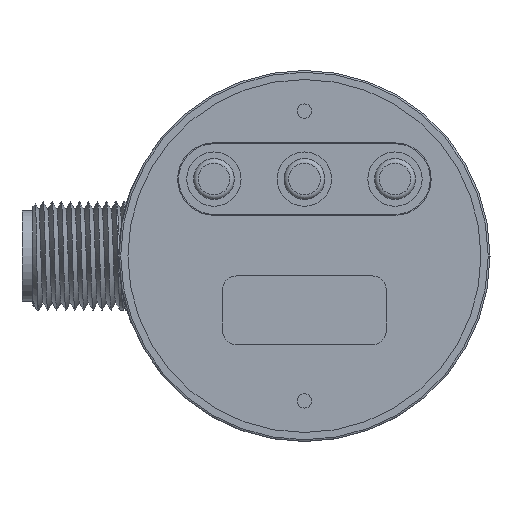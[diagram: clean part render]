
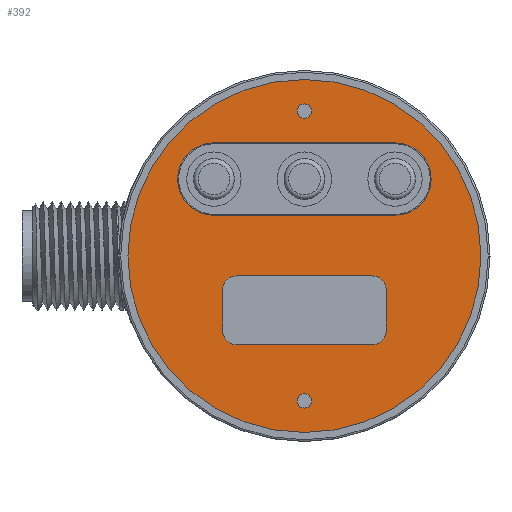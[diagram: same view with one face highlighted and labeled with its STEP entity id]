
A CAD part, left-side view. The second image highlights one B-rep face of the part: STEP entity #392.
In plain terms, the highlighted planar face has unit normal (-1, 0, 0).
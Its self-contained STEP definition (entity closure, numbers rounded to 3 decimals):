
#58=PLANE('',#1946);
#126=LINE('',#4790,#193);
#127=LINE('',#4795,#194);
#128=LINE('',#4805,#195);
#129=LINE('',#4809,#196);
#130=LINE('',#4813,#197);
#131=LINE('',#4817,#198);
#193=VECTOR('',#2230,1.);
#194=VECTOR('',#2233,1.);
#195=VECTOR('',#2242,1.);
#196=VECTOR('',#2245,1.);
#197=VECTOR('',#2248,1.);
#198=VECTOR('',#2251,1.);
#392=ADVANCED_FACE('',(#530,#531,#532,#533,#534),#58,.F.);
#530=FACE_BOUND('',#653,.T.);
#531=FACE_BOUND('',#654,.T.);
#532=FACE_BOUND('',#655,.T.);
#533=FACE_BOUND('',#656,.T.);
#534=FACE_BOUND('',#657,.T.);
#653=EDGE_LOOP('',(#1027));
#654=EDGE_LOOP('',(#1028,#1029,#1030,#1031));
#655=EDGE_LOOP('',(#1032));
#656=EDGE_LOOP('',(#1033));
#657=EDGE_LOOP('',(#1034,#1035,#1036,#1037,#1038,#1039,#1040,#1041));
#821=CIRCLE('',#1936,19.5);
#822=CIRCLE('',#1938,4.);
#823=CIRCLE('',#1939,4.);
#824=CIRCLE('',#1940,0.8);
#825=CIRCLE('',#1941,0.8);
#826=CIRCLE('',#1942,1.5);
#827=CIRCLE('',#1943,1.5);
#828=CIRCLE('',#1944,1.5);
#829=CIRCLE('',#1945,1.5);
#1027=ORIENTED_EDGE('',*,*,#1645,.F.);
#1028=ORIENTED_EDGE('',*,*,#1646,.T.);
#1029=ORIENTED_EDGE('',*,*,#1647,.F.);
#1030=ORIENTED_EDGE('',*,*,#1648,.T.);
#1031=ORIENTED_EDGE('',*,*,#1649,.F.);
#1032=ORIENTED_EDGE('',*,*,#1650,.F.);
#1033=ORIENTED_EDGE('',*,*,#1651,.F.);
#1034=ORIENTED_EDGE('',*,*,#1652,.T.);
#1035=ORIENTED_EDGE('',*,*,#1653,.F.);
#1036=ORIENTED_EDGE('',*,*,#1654,.T.);
#1037=ORIENTED_EDGE('',*,*,#1655,.F.);
#1038=ORIENTED_EDGE('',*,*,#1656,.T.);
#1039=ORIENTED_EDGE('',*,*,#1657,.F.);
#1040=ORIENTED_EDGE('',*,*,#1658,.T.);
#1041=ORIENTED_EDGE('',*,*,#1659,.F.);
#1457=VERTEX_POINT('',#4788);
#1458=VERTEX_POINT('',#4791);
#1459=VERTEX_POINT('',#4792);
#1460=VERTEX_POINT('',#4794);
#1461=VERTEX_POINT('',#4796);
#1462=VERTEX_POINT('',#4799);
#1463=VERTEX_POINT('',#4801);
#1464=VERTEX_POINT('',#4803);
#1465=VERTEX_POINT('',#4804);
#1466=VERTEX_POINT('',#4806);
#1467=VERTEX_POINT('',#4808);
#1468=VERTEX_POINT('',#4810);
#1469=VERTEX_POINT('',#4812);
#1470=VERTEX_POINT('',#4814);
#1471=VERTEX_POINT('',#4816);
#1645=EDGE_CURVE('',#1457,#1457,#821,.T.);
#1646=EDGE_CURVE('',#1458,#1459,#126,.T.);
#1647=EDGE_CURVE('',#1460,#1459,#822,.T.);
#1648=EDGE_CURVE('',#1460,#1461,#127,.T.);
#1649=EDGE_CURVE('',#1458,#1461,#823,.T.);
#1650=EDGE_CURVE('',#1462,#1462,#824,.T.);
#1651=EDGE_CURVE('',#1463,#1463,#825,.T.);
#1652=EDGE_CURVE('',#1464,#1465,#826,.T.);
#1653=EDGE_CURVE('',#1466,#1465,#128,.T.);
#1654=EDGE_CURVE('',#1466,#1467,#827,.T.);
#1655=EDGE_CURVE('',#1468,#1467,#129,.T.);
#1656=EDGE_CURVE('',#1468,#1469,#828,.T.);
#1657=EDGE_CURVE('',#1470,#1469,#130,.T.);
#1658=EDGE_CURVE('',#1470,#1471,#829,.T.);
#1659=EDGE_CURVE('',#1464,#1471,#131,.T.);
#1936=AXIS2_PLACEMENT_3D('',#4787,#2226,#2227);
#1938=AXIS2_PLACEMENT_3D('',#4793,#2231,#2232);
#1939=AXIS2_PLACEMENT_3D('',#4797,#2234,#2235);
#1940=AXIS2_PLACEMENT_3D('',#4798,#2236,#2237);
#1941=AXIS2_PLACEMENT_3D('',#4800,#2238,#2239);
#1942=AXIS2_PLACEMENT_3D('',#4802,#2240,#2241);
#1943=AXIS2_PLACEMENT_3D('',#4807,#2243,#2244);
#1944=AXIS2_PLACEMENT_3D('',#4811,#2246,#2247);
#1945=AXIS2_PLACEMENT_3D('',#4815,#2249,#2250);
#1946=AXIS2_PLACEMENT_3D('',#4818,#2252,#2253);
#2226=DIRECTION('',(1.,0.,0.));
#2227=DIRECTION('',(0.,0.,-1.));
#2230=DIRECTION('',(0.,1.,0.));
#2231=DIRECTION('',(-1.,0.,0.));
#2232=DIRECTION('',(0.,0.,1.));
#2233=DIRECTION('',(0.,-1.,0.));
#2234=DIRECTION('',(-1.,0.,0.));
#2235=DIRECTION('',(0.,0.,-1.));
#2236=DIRECTION('',(-1.,0.,0.));
#2237=DIRECTION('',(0.,0.,1.));
#2238=DIRECTION('',(-1.,0.,0.));
#2239=DIRECTION('',(0.,0.,1.));
#2240=DIRECTION('',(1.,0.,0.));
#2241=DIRECTION('',(0.,0.,1.));
#2242=DIRECTION('',(0.,0.,1.));
#2243=DIRECTION('',(1.,0.,0.));
#2244=DIRECTION('',(0.,-1.,0.));
#2245=DIRECTION('',(0.,-1.,0.));
#2246=DIRECTION('',(1.,0.,0.));
#2247=DIRECTION('',(0.,0.,-1.));
#2248=DIRECTION('',(0.,0.,-1.));
#2249=DIRECTION('',(1.,0.,0.));
#2250=DIRECTION('',(0.,1.,0.));
#2251=DIRECTION('',(0.,1.,0.));
#2252=DIRECTION('',(1.,0.,0.));
#2253=DIRECTION('',(0.,-1.,0.));
#4787=CARTESIAN_POINT('',(-1.,20.5,-20.514));
#4788=CARTESIAN_POINT('',(-1.,20.5,-40.014));
#4790=CARTESIAN_POINT('',(-1.,10.5,-16.014));
#4791=CARTESIAN_POINT('',(-1.,10.5,-16.014));
#4792=CARTESIAN_POINT('',(-1.,30.5,-16.014));
#4793=CARTESIAN_POINT('',(-1.,30.5,-12.014));
#4794=CARTESIAN_POINT('',(-1.,30.5,-8.014));
#4795=CARTESIAN_POINT('',(-1.,30.5,-8.014));
#4796=CARTESIAN_POINT('',(-1.,10.5,-8.014));
#4797=CARTESIAN_POINT('',(-1.,10.5,-12.014));
#4798=CARTESIAN_POINT('',(-1.,20.5,-36.514));
#4799=CARTESIAN_POINT('',(-1.,20.5,-35.714));
#4800=CARTESIAN_POINT('',(-1.,20.5,-4.514));
#4801=CARTESIAN_POINT('',(-1.,20.5,-3.714));
#4802=CARTESIAN_POINT('',(-1.,12.975,-24.214));
#4803=CARTESIAN_POINT('',(-1.,12.975,-22.714));
#4804=CARTESIAN_POINT('',(-1.,11.475,-24.214));
#4805=CARTESIAN_POINT('',(-1.,11.475,-28.814));
#4806=CARTESIAN_POINT('',(-1.,11.475,-28.814));
#4807=CARTESIAN_POINT('',(-1.,12.975,-28.814));
#4808=CARTESIAN_POINT('',(-1.,12.975,-30.314));
#4809=CARTESIAN_POINT('',(-1.,28.025,-30.314));
#4810=CARTESIAN_POINT('',(-1.,28.025,-30.314));
#4811=CARTESIAN_POINT('',(-1.,28.025,-28.814));
#4812=CARTESIAN_POINT('',(-1.,29.525,-28.814));
#4813=CARTESIAN_POINT('',(-1.,29.525,-24.214));
#4814=CARTESIAN_POINT('',(-1.,29.525,-24.214));
#4815=CARTESIAN_POINT('',(-1.,28.025,-24.214));
#4816=CARTESIAN_POINT('',(-1.,28.025,-22.714));
#4817=CARTESIAN_POINT('',(-1.,12.975,-22.714));
#4818=CARTESIAN_POINT('',(-1.,20.5,-20.514));
